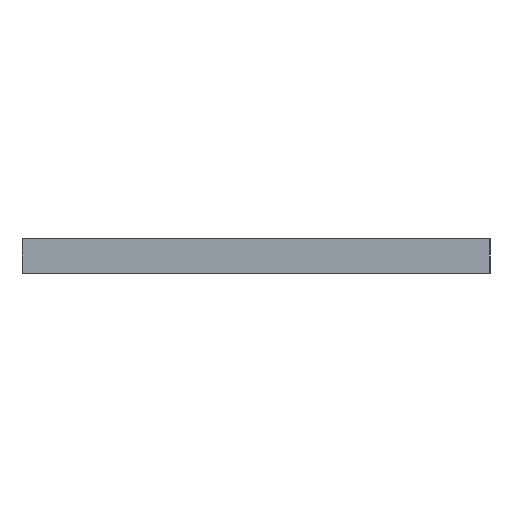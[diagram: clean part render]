
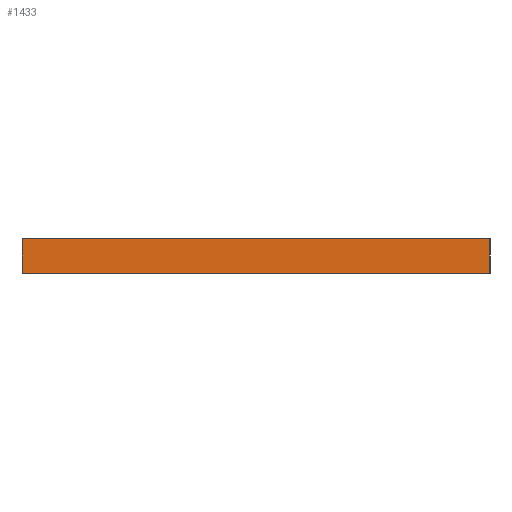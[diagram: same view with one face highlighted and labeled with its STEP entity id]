
A CAD part, left-side view. The second image highlights one B-rep face of the part: STEP entity #1433.
In plain terms, the highlighted planar face has unit normal (-1, 0, 0).
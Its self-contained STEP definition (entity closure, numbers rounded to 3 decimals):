
#55=PLANE('',#1525);
#125=FACE_OUTER_BOUND('',#195,.T.);
#195=EDGE_LOOP('',(#1105,#1106,#1107,#1108));
#329=LINE('',#2092,#525);
#330=LINE('',#2095,#526);
#331=LINE('',#2097,#527);
#332=LINE('',#2098,#528);
#525=VECTOR('',#1717,10.);
#526=VECTOR('',#1720,10.);
#527=VECTOR('',#1721,10.);
#528=VECTOR('',#1722,10.);
#709=VERTEX_POINT('',#2088);
#710=VERTEX_POINT('',#2090);
#711=VERTEX_POINT('',#2094);
#712=VERTEX_POINT('',#2096);
#873=EDGE_CURVE('',#709,#710,#329,.T.);
#874=EDGE_CURVE('',#711,#709,#330,.T.);
#875=EDGE_CURVE('',#712,#710,#331,.T.);
#876=EDGE_CURVE('',#711,#712,#332,.T.);
#1105=ORIENTED_EDGE('',*,*,#874,.T.);
#1106=ORIENTED_EDGE('',*,*,#873,.T.);
#1107=ORIENTED_EDGE('',*,*,#875,.F.);
#1108=ORIENTED_EDGE('',*,*,#876,.F.);
#1433=ADVANCED_FACE('',(#125),#55,.T.);
#1525=AXIS2_PLACEMENT_3D('',#2093,#1718,#1719);
#1717=DIRECTION('',(0.,0.,1.));
#1718=DIRECTION('center_axis',(-1.,0.,0.));
#1719=DIRECTION('ref_axis',(0.,-1.,0.));
#1720=DIRECTION('',(0.,-1.,0.));
#1721=DIRECTION('',(0.,-1.,0.));
#1722=DIRECTION('',(0.,0.,1.));
#2088=CARTESIAN_POINT('',(6.05,-60.5,0.));
#2090=CARTESIAN_POINT('',(6.05,-60.5,3.));
#2092=CARTESIAN_POINT('',(6.05,-60.5,0.));
#2093=CARTESIAN_POINT('Origin',(6.05,-20.,0.));
#2094=CARTESIAN_POINT('',(6.05,-20.,0.));
#2095=CARTESIAN_POINT('',(6.05,-20.,0.));
#2096=CARTESIAN_POINT('',(6.05,-20.,3.));
#2097=CARTESIAN_POINT('',(6.05,-20.,3.));
#2098=CARTESIAN_POINT('',(6.05,-20.,0.));
